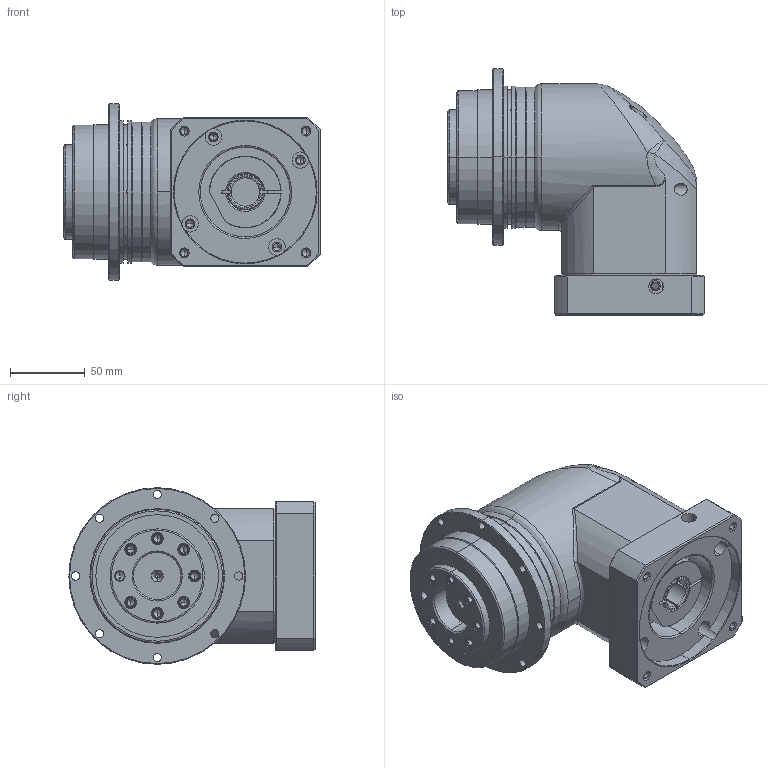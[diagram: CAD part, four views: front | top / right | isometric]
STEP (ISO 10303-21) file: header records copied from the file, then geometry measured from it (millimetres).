
FILE_DESCRIPTION (( 'STEP AP214' ), '1' );
FILE_NAME ('SDL090-L1-19-95-115-M6-M8.STEP', '2022-02-25T09:30:12', ( 'admin' ), ( '' ), 'SwSTEP 2.0', 'SolidWorks 2013', '' );
FILE_SCHEMA (( 'AUTOMOTIVE_DESIGN' ));
Length unit declared in the file: millimetre
Products named in the file (5): SD090_X2_8F9351FA7AEF_X0_; SBL090_X2_6CD55170_X0_95-115M6; SDL090_X2_8F9351658F7495017D2773AF_X0_-19; SDL090-19; SDL090-L1-19-95-115-M6-M8
Assembly tree (4 placements, depth 2):
  SDL090-L1-19-95-115-M6-M8
    SDL090-19
    SDL090_X2_8F9351658F7495017D2773AF_X0_-19
    SBL090_X2_6CD55170_X0_95-115M6
    SD090_X2_8F9351FA7AEF_X0_
Bounding box: 171.1 x 164.5 x 118 mm (x, y, z)
Volume: 1413851.9 mm3; surface area: 174119.6 mm2
Topology: 4 solids, 7 shells, 473 faces, 1183 edges, 717 vertices
Faces by surface type: cylinder 211, cone 133, plane 102, bspline 25, torus 2
Entity records: 22187 total; most frequent: CARTESIAN_POINT 5630, DIRECTION 2425, ORIENTED_EDGE 2258, EDGE_CURVE 1129, AXIS2_PLACEMENT_3D 982, VERTEX_POINT 717, EDGE_LOOP 568, CIRCLE 527
